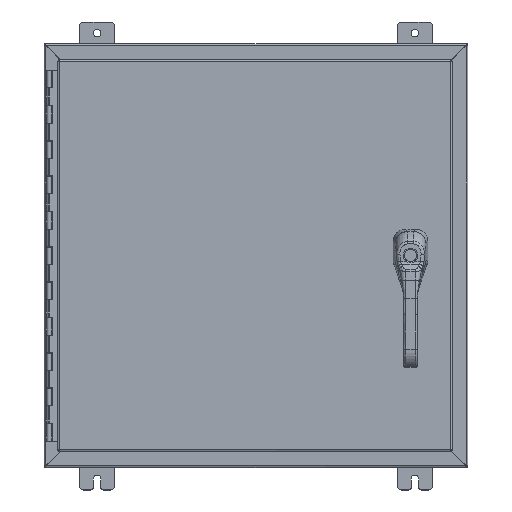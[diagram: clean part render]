
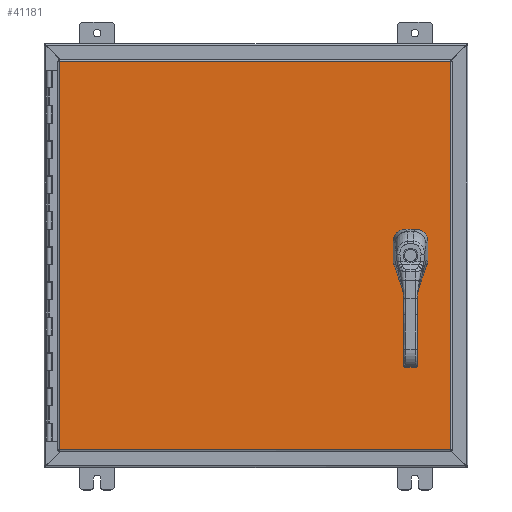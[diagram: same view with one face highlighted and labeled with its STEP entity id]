
A CAD part, top view. The second image highlights one B-rep face of the part: STEP entity #41181.
In plain terms, the highlighted face is planar.
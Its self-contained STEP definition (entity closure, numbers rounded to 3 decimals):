
#2983=FACE_BOUND('',#8296,.T.);
#2984=FACE_BOUND('',#8297,.T.);
#2985=FACE_BOUND('',#8298,.T.);
#2986=FACE_BOUND('',#8299,.T.);
#3632=PLANE('',#46067);
#5740=FACE_OUTER_BOUND('',#8295,.T.);
#8295=EDGE_LOOP('',(#35225,#35226,#35227,#35228));
#8296=EDGE_LOOP('',(#35229,#35230,#35231,#35232,#35233,#35234,#35235,#35236));
#8297=EDGE_LOOP('',(#35237));
#8298=EDGE_LOOP('',(#35238));
#8299=EDGE_LOOP('',(#35239));
#10851=LINE('',#103604,#13716);
#10855=LINE('',#103616,#13720);
#10859=LINE('',#103628,#13724);
#10863=LINE('',#103638,#13728);
#10888=LINE('',#103811,#13753);
#10901=LINE('',#103946,#13766);
#10919=LINE('',#104115,#13784);
#10923=LINE('',#104150,#13788);
#13716=VECTOR('',#55889,0.394);
#13720=VECTOR('',#55901,0.394);
#13724=VECTOR('',#55913,0.394);
#13728=VECTOR('',#55925,0.394);
#13753=VECTOR('',#55982,0.394);
#13766=VECTOR('',#56005,0.394);
#13784=VECTOR('',#56039,0.394);
#13788=VECTOR('',#56049,0.394);
#16433=CIRCLE('',#46011,0.453);
#16435=CIRCLE('',#46015,0.453);
#16437=CIRCLE('',#46019,0.453);
#16439=CIRCLE('',#46023,0.453);
#16440=CIRCLE('',#46026,0.141);
#16442=CIRCLE('',#46029,0.141);
#16444=CIRCLE('',#46032,0.141);
#19413=VERTEX_POINT('',#103595);
#19414=VERTEX_POINT('',#103597);
#19416=VERTEX_POINT('',#103603);
#19418=VERTEX_POINT('',#103609);
#19420=VERTEX_POINT('',#103615);
#19422=VERTEX_POINT('',#103621);
#19424=VERTEX_POINT('',#103627);
#19426=VERTEX_POINT('',#103633);
#19427=VERTEX_POINT('',#103640);
#19429=VERTEX_POINT('',#103646);
#19431=VERTEX_POINT('',#103652);
#19456=VERTEX_POINT('',#103802);
#19457=VERTEX_POINT('',#103810);
#19461=VERTEX_POINT('',#103882);
#19467=VERTEX_POINT('',#103938);
#24774=EDGE_CURVE('',#19414,#19413,#16433,.T.);
#24777=EDGE_CURVE('',#19416,#19414,#10851,.T.);
#24780=EDGE_CURVE('',#19418,#19416,#16435,.T.);
#24783=EDGE_CURVE('',#19420,#19418,#10855,.T.);
#24786=EDGE_CURVE('',#19422,#19420,#16437,.T.);
#24789=EDGE_CURVE('',#19424,#19422,#10859,.T.);
#24792=EDGE_CURVE('',#19426,#19424,#16439,.T.);
#24795=EDGE_CURVE('',#19413,#19426,#10863,.T.);
#24796=EDGE_CURVE('',#19427,#19427,#16440,.T.);
#24799=EDGE_CURVE('',#19429,#19429,#16442,.T.);
#24802=EDGE_CURVE('',#19431,#19431,#16444,.T.);
#24835=EDGE_CURVE('',#19457,#19456,#10888,.T.);
#24855=EDGE_CURVE('',#19461,#19467,#10901,.T.);
#24880=EDGE_CURVE('',#19456,#19461,#10919,.T.);
#24885=EDGE_CURVE('',#19467,#19457,#10923,.T.);
#35225=ORIENTED_EDGE('',*,*,#24880,.T.);
#35226=ORIENTED_EDGE('',*,*,#24855,.T.);
#35227=ORIENTED_EDGE('',*,*,#24885,.T.);
#35228=ORIENTED_EDGE('',*,*,#24835,.T.);
#35229=ORIENTED_EDGE('',*,*,#24774,.T.);
#35230=ORIENTED_EDGE('',*,*,#24795,.T.);
#35231=ORIENTED_EDGE('',*,*,#24792,.T.);
#35232=ORIENTED_EDGE('',*,*,#24789,.T.);
#35233=ORIENTED_EDGE('',*,*,#24786,.T.);
#35234=ORIENTED_EDGE('',*,*,#24783,.T.);
#35235=ORIENTED_EDGE('',*,*,#24780,.T.);
#35236=ORIENTED_EDGE('',*,*,#24777,.T.);
#35237=ORIENTED_EDGE('',*,*,#24796,.T.);
#35238=ORIENTED_EDGE('',*,*,#24799,.T.);
#35239=ORIENTED_EDGE('',*,*,#24802,.T.);
#41181=ADVANCED_FACE('',(#5740,#2983,#2984,#2985,#2986),#3632,.F.);
#46011=AXIS2_PLACEMENT_3D('',#103598,#55883,#55884);
#46015=AXIS2_PLACEMENT_3D('',#103610,#55895,#55896);
#46019=AXIS2_PLACEMENT_3D('',#103622,#55907,#55908);
#46023=AXIS2_PLACEMENT_3D('',#103634,#55919,#55920);
#46026=AXIS2_PLACEMENT_3D('',#103641,#55928,#55929);
#46029=AXIS2_PLACEMENT_3D('',#103647,#55935,#55936);
#46032=AXIS2_PLACEMENT_3D('',#103653,#55942,#55943);
#46067=AXIS2_PLACEMENT_3D('',#104253,#56085,#56086);
#55883=DIRECTION('center_axis',(0.,0.,1.));
#55884=DIRECTION('ref_axis',(-0.469,-0.883,0.));
#55889=DIRECTION('',(0.,1.,0.));
#55895=DIRECTION('center_axis',(0.,0.,1.));
#55896=DIRECTION('ref_axis',(-0.883,0.469,0.));
#55901=DIRECTION('',(1.,0.,0.));
#55907=DIRECTION('center_axis',(0.,0.,1.));
#55908=DIRECTION('ref_axis',(0.469,0.883,0.));
#55913=DIRECTION('',(0.,-1.,0.));
#55919=DIRECTION('center_axis',(0.,0.,1.));
#55920=DIRECTION('ref_axis',(0.883,-0.469,0.));
#55925=DIRECTION('',(-1.,0.,0.));
#55928=DIRECTION('center_axis',(0.,0.,1.));
#55929=DIRECTION('ref_axis',(1.,0.,0.));
#55935=DIRECTION('center_axis',(0.,0.,1.));
#55936=DIRECTION('ref_axis',(1.,0.,0.));
#55942=DIRECTION('center_axis',(0.,0.,1.));
#55943=DIRECTION('ref_axis',(1.,0.,0.));
#55982=DIRECTION('',(-1.,0.,0.));
#56005=DIRECTION('',(1.,0.,0.));
#56039=DIRECTION('',(0.,1.,0.));
#56049=DIRECTION('',(0.,-1.,0.));
#56085=DIRECTION('center_axis',(0.,0.,1.));
#56086=DIRECTION('ref_axis',(1.,0.,0.));
#103595=CARTESIAN_POINT('',(9.025,0.4,0.));
#103597=CARTESIAN_POINT('',(9.213,0.213,0.));
#103598=CARTESIAN_POINT('Origin',(8.813,0.,0.));
#103603=CARTESIAN_POINT('',(9.213,-0.213,0.));
#103604=CARTESIAN_POINT('',(9.213,0.106,0.));
#103609=CARTESIAN_POINT('',(9.025,-0.4,0.));
#103610=CARTESIAN_POINT('Origin',(8.813,0.,0.));
#103615=CARTESIAN_POINT('',(8.6,-0.4,0.));
#103616=CARTESIAN_POINT('',(4.513,-0.4,0.));
#103621=CARTESIAN_POINT('',(8.413,-0.213,0.));
#103622=CARTESIAN_POINT('Origin',(8.813,0.,0.));
#103627=CARTESIAN_POINT('',(8.413,0.213,0.));
#103628=CARTESIAN_POINT('',(8.413,-0.106,0.));
#103633=CARTESIAN_POINT('',(8.6,0.4,0.));
#103634=CARTESIAN_POINT('Origin',(8.813,0.,0.));
#103638=CARTESIAN_POINT('',(4.3,0.4,0.));
#103640=CARTESIAN_POINT('',(8.672,0.886,0.));
#103641=CARTESIAN_POINT('Origin',(8.812,0.886,0.));
#103646=CARTESIAN_POINT('',(8.672,1.378,0.));
#103647=CARTESIAN_POINT('Origin',(8.812,1.378,0.));
#103652=CARTESIAN_POINT('',(8.672,-0.885,0.));
#103653=CARTESIAN_POINT('Origin',(8.812,-0.885,0.));
#103802=CARTESIAN_POINT('',(-11.082,-10.989,0.));
#103810=CARTESIAN_POINT('',(11.082,-10.989,0.));
#103811=CARTESIAN_POINT('',(5.541,-10.989,0.));
#103882=CARTESIAN_POINT('',(-11.082,10.989,0.));
#103938=CARTESIAN_POINT('',(11.082,10.989,0.));
#103946=CARTESIAN_POINT('',(-5.594,10.989,0.));
#104115=CARTESIAN_POINT('',(-11.082,-5.494,0.));
#104150=CARTESIAN_POINT('',(11.082,5.494,0.));
#104253=CARTESIAN_POINT('Origin',(0.,0.,
0.));
